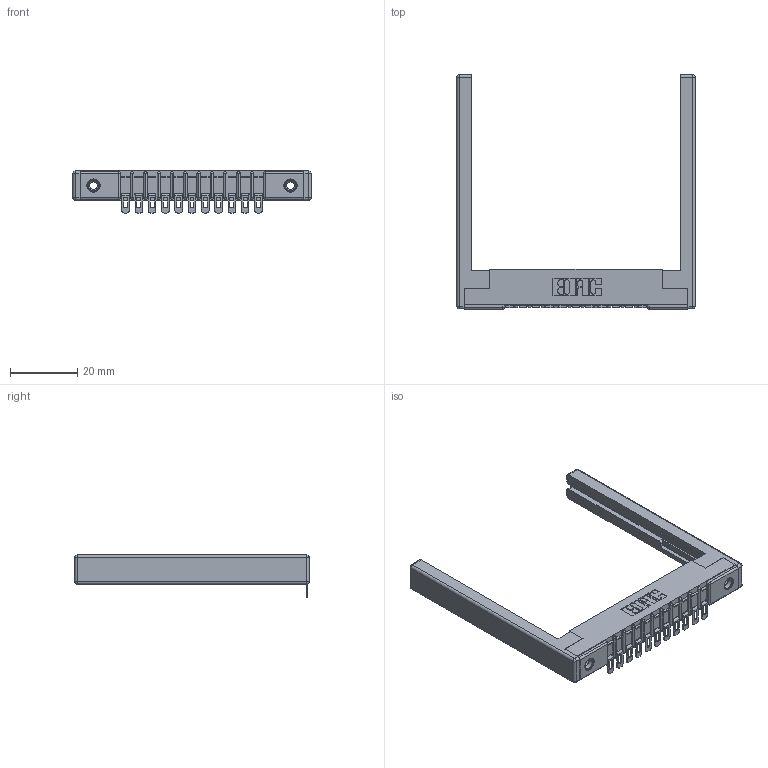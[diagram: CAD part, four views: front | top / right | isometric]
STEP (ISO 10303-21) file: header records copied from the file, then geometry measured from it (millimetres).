
FILE_DESCRIPTION (( 'STEP AP203' ), '1' );
FILE_NAME ('307-011-454-168.STEP', '2020-09-25T10:50:28', ( '' ), ( '' ), 'SwSTEP 2.0', 'SolidWorks 2020', '' );
FILE_SCHEMA (( 'CONFIG_CONTROL_DESIGN' ));
Length unit declared in the file: inch
Products named in the file (5): 307 Part_.156 Dia Mounting Holes; 307-011-454-168; 307-220-068; 345-250-001_345-250-001-102; 307-290-002_554
Assembly tree (16 placements, depth 2):
  307-011-454-168
    307 Part_.156 Dia Mounting Holes
    307-290-002_554  x11
    307-220-068  x2
    345-250-001_345-250-001-102  x2
Bounding box: 71.02 x 69.98 x 12.52 mm (x, y, z)
Volume: 9245.5 mm3; surface area: 11978.5 mm2
Topology: 16 solids, 16 shells, 1175 faces, 3496 edges, 2276 vertices
Faces by surface type: plane 664, cylinder 463, sphere 32, cone 12, torus 4
Entity records: 16976 total; most frequent: CARTESIAN_POINT 2823, ORIENTED_EDGE 2802, DIRECTION 2781, EDGE_CURVE 1401, VECTOR 1049, LINE 1049, VERTEX_POINT 908, AXIS2_PLACEMENT_3D 866
